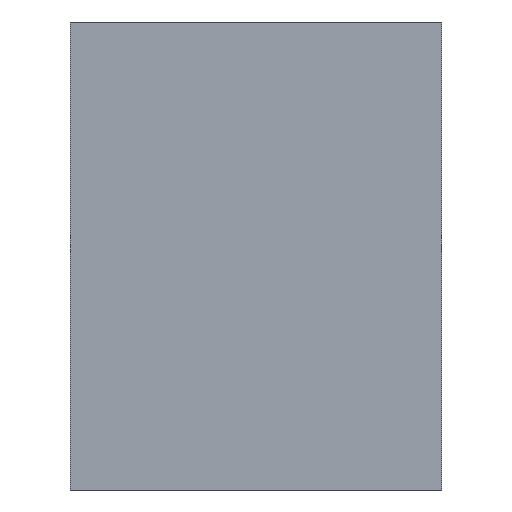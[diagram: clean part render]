
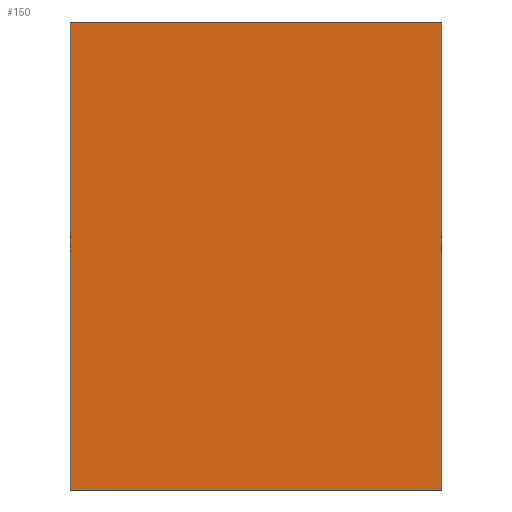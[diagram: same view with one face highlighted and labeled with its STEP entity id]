
A CAD part, left-side view. The second image highlights one B-rep face of the part: STEP entity #150.
In plain terms, the highlighted planar face has unit normal (-1, 0, 0).
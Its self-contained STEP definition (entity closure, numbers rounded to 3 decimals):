
#30=FACE_OUTER_BOUND('',#40,.T.);
#40=EDGE_LOOP('',(#124,#125,#126,#127));
#45=LINE('',#232,#58);
#49=LINE('',#239,#62);
#53=LINE('',#249,#66);
#54=LINE('',#251,#67);
#58=VECTOR('',#187,10.);
#62=VECTOR('',#193,10.);
#66=VECTOR('',#203,10.);
#67=VECTOR('',#206,10.);
#71=VERTEX_POINT('',#229);
#72=VERTEX_POINT('',#231);
#74=VERTEX_POINT('',#237);
#77=VERTEX_POINT('',#247);
#84=EDGE_CURVE('',#72,#71,#45,.T.);
#88=EDGE_CURVE('',#74,#71,#49,.T.);
#93=EDGE_CURVE('',#74,#77,#53,.T.);
#94=EDGE_CURVE('',#72,#77,#54,.T.);
#124=ORIENTED_EDGE('',*,*,#84,.T.);
#125=ORIENTED_EDGE('',*,*,#88,.F.);
#126=ORIENTED_EDGE('',*,*,#93,.T.);
#127=ORIENTED_EDGE('',*,*,#94,.F.);
#144=PLANE('',#175);
#150=ADVANCED_FACE('',(#30),#144,.F.);
#175=AXIS2_PLACEMENT_3D('',#256,#211,#212);
#187=DIRECTION('',(0.,1.,0.));
#193=DIRECTION('',(0.,0.,1.));
#203=DIRECTION('',(0.,-1.,0.));
#206=DIRECTION('',(0.,0.,-1.));
#211=DIRECTION('center_axis',(1.,0.,0.));
#212=DIRECTION('ref_axis',(0.,0.,-1.));
#229=CARTESIAN_POINT('',(0.1,9.2,11.8));
#231=CARTESIAN_POINT('',(0.1,0.,11.8));
#232=CARTESIAN_POINT('',(0.1,0.,11.8));
#237=CARTESIAN_POINT('',(0.1,9.2,0.2));
#239=CARTESIAN_POINT('',(0.1,9.2,3.));
#247=CARTESIAN_POINT('',(0.1,0.,0.2));
#249=CARTESIAN_POINT('',(0.1,0.,0.2));
#251=CARTESIAN_POINT('',(0.1,0.,3.));
#256=CARTESIAN_POINT('Origin',(0.1,0.,0.));
